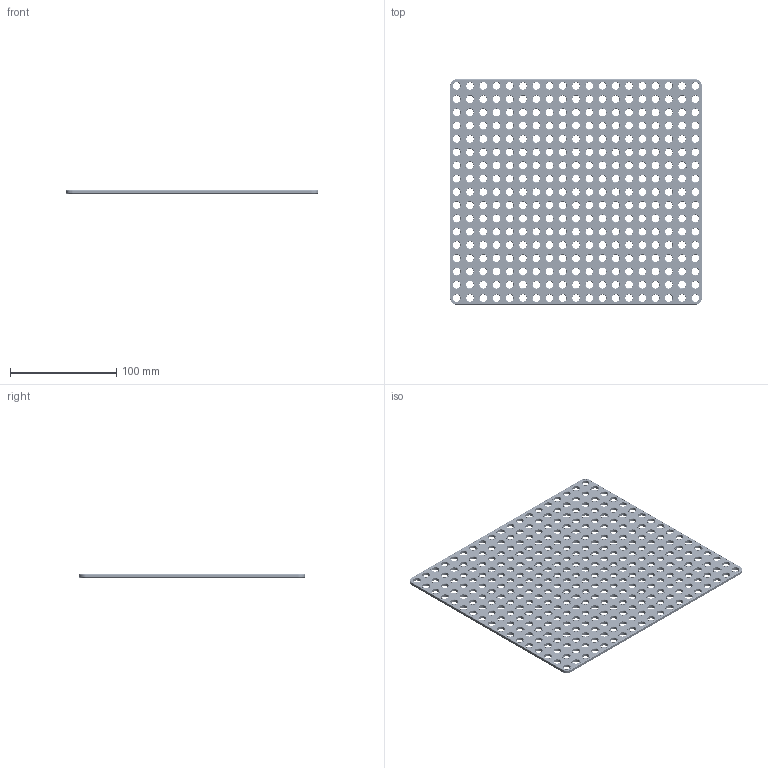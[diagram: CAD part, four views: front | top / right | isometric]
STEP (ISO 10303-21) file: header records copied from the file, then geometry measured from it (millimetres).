
FILE_DESCRIPTION(('FreeCAD Model'),'2;1');
FILE_NAME('Open CASCADE Shape Model','2024-10-09T00:43:06',(''),(''), 'Open CASCADE STEP processor 7.7','FreeCAD','Unknown');
FILE_SCHEMA(('AUTOMOTIVE_DESIGN { 1 0 10303 214 1 1 1 1 }'));
Products named in the file (1): Plate RCT CRNR BU19x17x00.25 - SPN-PLT-0236 (stemfie.org)
Bounding box: 237.5 x 212.5 x 3.12 mm (x, y, z)
Volume: 112376.4 mm3; surface area: 100297 mm2
Topology: 1 solids, 1 shells, 2131 faces, 4660 edges, 2886 vertices
Faces by surface type: cylinder 654, cone 654, plane 647, extrusion 176
Full cylindrical faces by diameter (mm): 7 x323, 9.2 x323
Entity records: 60159 total; most frequent: CARTESIAN_POINT 11107, DIRECTION 10358, ORIENTED_EDGE 9320, EDGE_CURVE 4660, AXIS2_PLACEMENT_3D 3918, FACE_BOUND 3132, EDGE_LOOP 3132, VERTEX_POINT 2886
